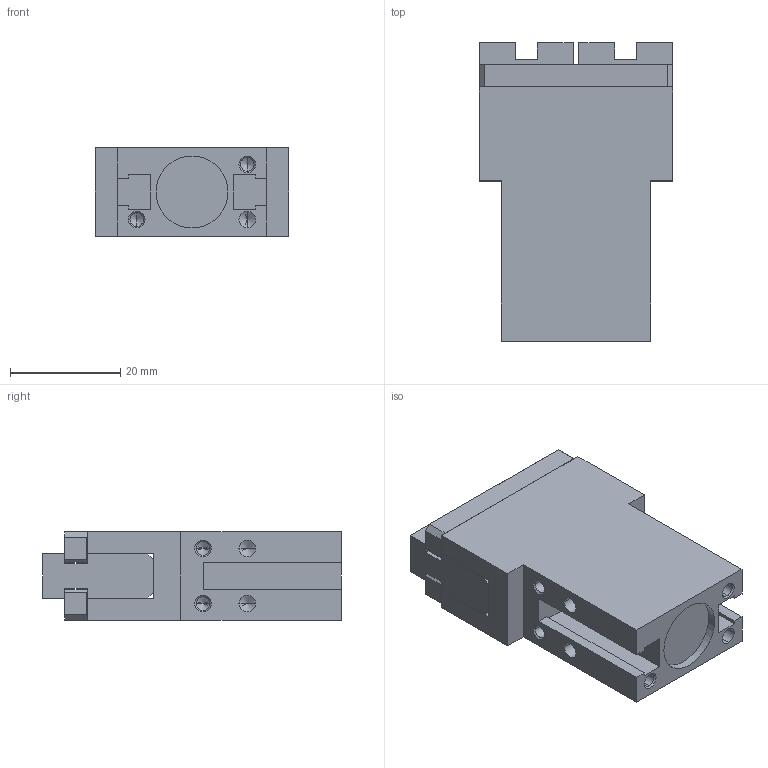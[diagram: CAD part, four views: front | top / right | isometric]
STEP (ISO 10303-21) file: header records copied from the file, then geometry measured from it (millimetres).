
FILE_DESCRIPTION( ( '' ), '1' );
FILE_NAME( 'opl12_ol673pdl_0_2_03.stp', '2010-10-20T09:44:51', ( '' ), ( '' ), ' ', ' ', ' ' );
FILE_SCHEMA( ( 'CONFIG_CONTROL_DESIGN' ) );
Length unit declared in the file: millimetre
Products named in the file (3): 1; 2; 3
Bounding box: 35 x 54 x 16 mm (x, y, z)
Volume: 22452.6 mm3; surface area: 11187.1 mm2
Topology: 3 solids, 3 shells, 189 faces, 484 edges, 293 vertices
Faces by surface type: plane 107, cone 46, cylinder 36
Entity records: 5580 total; most frequent: CARTESIAN_POINT 943, DIRECTION 934, ORIENTED_EDGE 916, EDGE_CURVE 458, LINE 366, VECTOR 366, VERTEX_POINT 293, AXIS2_PLACEMENT_3D 284
